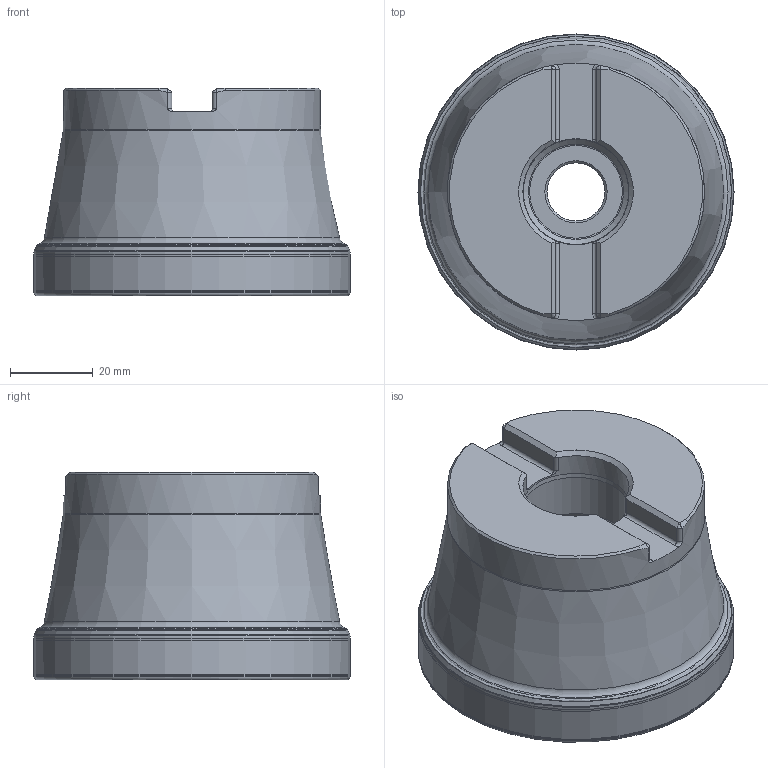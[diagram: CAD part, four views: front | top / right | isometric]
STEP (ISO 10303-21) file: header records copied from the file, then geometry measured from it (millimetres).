
FILE_DESCRIPTION(/* description */ (''),/* implementation_level */ '2;1');
FILE_NAME(/* name */ '300A07R_IS90TN16_C_203022565ndi000_00_SIM.stp',/* time_stamp */ '2021-03-25T11:52:14+01:00',/* author */ (''),/* organization */ (''),/* preprocessor_version */ 'ST-DEVELOPER v16.7',/* originating_system */ 'SIEMENS PLM Software NX 12.0',/* authorisation */ '');
FILE_SCHEMA (('AUTOMOTIVE_DESIGN { 1 0 10303 214 3 1 1 1 }'));
Length unit declared in the file: millimetre
Products named in the file (1): lf19438CFC4Bitt9
Bounding box: 76.22 x 76.22 x 49.99 mm (x, y, z)
Volume: 173305.6 mm3; surface area: 28675.6 mm2
Topology: 2 solids, 2 shells, 123 faces, 279 edges, 155 vertices
Faces by surface type: revolution 37, cylinder 28, cone 24, plane 18, torus 16
Full cylindrical faces by diameter (mm): 14 x1, 21 x1, 25.407 x1, 25.6 x1, 62 x1, 74.4 x1
Entity records: 3441 total; most frequent: CARTESIAN_POINT 991, DIRECTION 500, ORIENTED_EDGE 402, AXIS2_PLACEMENT_3D 206, EDGE_CURVE 201, EDGE_LOOP 190, VERTEX_POINT 147, FACE_BOUND 136
